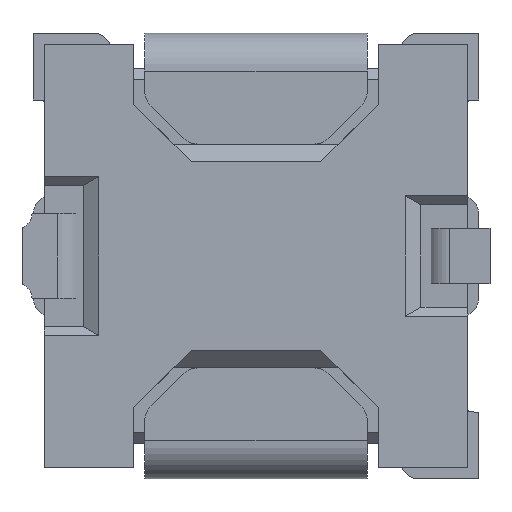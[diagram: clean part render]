
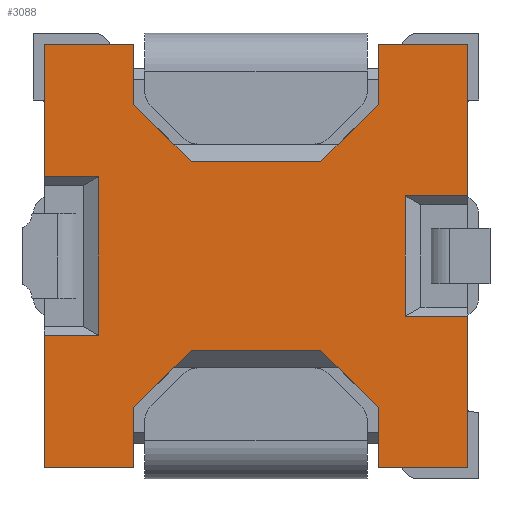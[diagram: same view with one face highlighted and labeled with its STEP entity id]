
A CAD part, front view. The second image highlights one B-rep face of the part: STEP entity #3088.
In plain terms, the highlighted planar face has unit normal (0, -1, 0).
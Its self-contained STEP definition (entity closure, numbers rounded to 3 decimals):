
#568=DIRECTION('',(-0.707,0.,0.707));
#569=VECTOR('',#568,0.367);
#570=CARTESIAN_POINT('',(1.5,0.03,-1.631));
#571=LINE('',#570,#569);
#572=DIRECTION('',(-0.707,0.,-0.707));
#573=VECTOR('',#572,0.367);
#574=CARTESIAN_POINT('',(0.659,0.03,
-1.372));
#575=LINE('',#574,#573);
#576=DIRECTION('',(0.,0.,-1.));
#577=VECTOR('',#576,0.269);
#578=CARTESIAN_POINT('',(0.4,0.03,-1.631));
#579=LINE('',#578,#577);
#580=DIRECTION('',(1.,0.,0.));
#581=VECTOR('',#580,0.244);
#582=CARTESIAN_POINT('',(0.,0.03,-1.307));
#583=LINE('',#582,#581);
#584=DIRECTION('',(-1.,0.,0.));
#585=VECTOR('',#584,0.244);
#586=CARTESIAN_POINT('',(0.244,0.03,
-0.593));
#587=LINE('',#586,#585);
#588=DIRECTION('',(0.707,0.,-0.707));
#589=VECTOR('',#588,0.367);
#590=CARTESIAN_POINT('',(0.4,0.03,-0.269));
#591=LINE('',#590,#589);
#592=DIRECTION('',(0.707,0.,0.707));
#593=VECTOR('',#592,0.367);
#594=CARTESIAN_POINT('',(1.241,0.03,
-0.528));
#595=LINE('',#594,#593);
#596=DIRECTION('',(0.,0.,-1.));
#597=VECTOR('',#596,0.68);
#598=CARTESIAN_POINT('',(1.9,0.03,0.));
#599=LINE('',#598,#597);
#600=DIRECTION('',(1.,0.,0.));
#601=VECTOR('',#600,0.279);
#602=CARTESIAN_POINT('',(1.621,0.03,-1.22));
#603=LINE('',#602,#601);
#604=DIRECTION('',(0.,0.,-1.));
#605=VECTOR('',#604,0.68);
#606=CARTESIAN_POINT('',(1.9,0.03,-1.22));
#607=LINE('',#606,#605);
#616=DIRECTION('',(1.,0.,0.));
#617=VECTOR('',#616,0.4);
#618=CARTESIAN_POINT('',(1.5,0.03,-1.9));
#619=LINE('',#618,#617);
#686=DIRECTION('',(0.,0.,1.));
#687=VECTOR('',#686,0.54);
#688=CARTESIAN_POINT('',(1.621,0.03,-1.22));
#689=LINE('',#688,#687);
#702=DIRECTION('',(1.,0.,0.));
#703=VECTOR('',#702,0.279);
#704=CARTESIAN_POINT('',(1.621,0.03,-0.68));
#705=LINE('',#704,#703);
#714=DIRECTION('',(-1.,0.,0.));
#715=VECTOR('',#714,0.4);
#716=CARTESIAN_POINT('',(1.9,0.03,0.));
#717=LINE('',#716,#715);
#817=DIRECTION('',(0.,0.,-1.));
#818=VECTOR('',#817,0.269);
#819=CARTESIAN_POINT('',(1.5,0.03,0.));
#820=LINE('',#819,#818);
#833=DIRECTION('',(0.,0.,1.));
#834=VECTOR('',#833,0.269);
#835=CARTESIAN_POINT('',(0.4,0.03,-0.269));
#836=LINE('',#835,#834);
#885=DIRECTION('',(-1.,0.,0.));
#886=VECTOR('',#885,0.581);
#887=CARTESIAN_POINT('',(1.241,0.03,
-0.528));
#888=LINE('',#887,#886);
#905=DIRECTION('',(-1.,0.,0.));
#906=VECTOR('',#905,0.4);
#907=CARTESIAN_POINT('',(0.4,0.03,0.));
#908=LINE('',#907,#906);
#939=DIRECTION('',(0.,0.,-1.));
#940=VECTOR('',#939,0.593);
#941=CARTESIAN_POINT('',(0.,0.03,0.));
#942=LINE('',#941,#940);
#951=DIRECTION('',(0.,0.,-1.));
#952=VECTOR('',#951,0.593);
#953=CARTESIAN_POINT('',(0.,0.03,-1.307));
#954=LINE('',#953,#952);
#975=DIRECTION('',(0.,0.,-1.));
#976=VECTOR('',#975,0.713);
#977=CARTESIAN_POINT('',(0.244,0.03,
-0.593));
#978=LINE('',#977,#976);
#1003=DIRECTION('',(1.,0.,0.));
#1004=VECTOR('',#1003,0.4);
#1005=CARTESIAN_POINT('',(0.,0.03,-1.9));
#1006=LINE('',#1005,#1004);
#1474=DIRECTION('',(0.,0.,-1.));
#1475=VECTOR('',#1474,0.269);
#1476=CARTESIAN_POINT('',(1.5,0.03,-1.631));
#1477=LINE('',#1476,#1475);
#1502=DIRECTION('',(1.,0.,0.));
#1503=VECTOR('',#1502,0.581);
#1504=CARTESIAN_POINT('',(0.659,0.03,
-1.372));
#1505=LINE('',#1504,#1503);
#2238=CARTESIAN_POINT('',(1.9,0.03,-1.9));
#2239=VERTEX_POINT('',#2238);
#2240=CARTESIAN_POINT('',(1.9,0.03,-1.22));
#2241=VERTEX_POINT('',#2240);
#2246=CARTESIAN_POINT('',(1.9,0.03,-0.68));
#2247=VERTEX_POINT('',#2246);
#2248=CARTESIAN_POINT('',(1.9,0.03,0.));
#2249=VERTEX_POINT('',#2248);
#2250=CARTESIAN_POINT('',(1.5,0.03,-1.9));
#2251=VERTEX_POINT('',#2250);
#2258=CARTESIAN_POINT('',(1.5,0.03,-1.631));
#2259=VERTEX_POINT('',#2258);
#2262=CARTESIAN_POINT('',(0.4,0.03,-1.9));
#2263=VERTEX_POINT('',#2262);
#2264=CARTESIAN_POINT('',(0.4,0.03,-1.631));
#2265=VERTEX_POINT('',#2264);
#2270=CARTESIAN_POINT('',(0.,0.03,-1.9));
#2271=VERTEX_POINT('',#2270);
#2272=CARTESIAN_POINT('',(0.,0.03,0.));
#2273=VERTEX_POINT('',#2272);
#2274=CARTESIAN_POINT('',(0.,0.03,-0.593));
#2275=VERTEX_POINT('',#2274);
#2280=CARTESIAN_POINT('',(0.,0.03,-1.307));
#2281=VERTEX_POINT('',#2280);
#2282=CARTESIAN_POINT('',(0.4,0.03,0.));
#2283=VERTEX_POINT('',#2282);
#2292=CARTESIAN_POINT('',(0.4,0.03,-0.269));
#2293=VERTEX_POINT('',#2292);
#2298=CARTESIAN_POINT('',(1.5,0.03,0.));
#2299=VERTEX_POINT('',#2298);
#2300=CARTESIAN_POINT('',(1.5,0.03,-0.269));
#2301=VERTEX_POINT('',#2300);
#2306=CARTESIAN_POINT('',(1.241,0.03,
-1.372));
#2307=VERTEX_POINT('',#2306);
#2308=CARTESIAN_POINT('',(0.659,0.03,
-1.372));
#2309=VERTEX_POINT('',#2308);
#2310=CARTESIAN_POINT('',(0.244,0.03,
-1.307));
#2311=VERTEX_POINT('',#2310);
#2312=CARTESIAN_POINT('',(0.244,0.03,
-0.593));
#2313=VERTEX_POINT('',#2312);
#2314=CARTESIAN_POINT('',(0.659,0.03,
-0.528));
#2315=VERTEX_POINT('',#2314);
#2316=CARTESIAN_POINT('',(1.241,0.03,
-0.528));
#2317=VERTEX_POINT('',#2316);
#2318=CARTESIAN_POINT('',(1.621,0.03,-0.68));
#2319=VERTEX_POINT('',#2318);
#2320=CARTESIAN_POINT('',(1.621,0.03,-1.22));
#2321=VERTEX_POINT('',#2320);
#3035=CARTESIAN_POINT('',(0.95,0.03,-0.95));
#3036=DIRECTION('',(0.,1.,0.));
#3037=DIRECTION('',(1.,0.,0.));
#3038=AXIS2_PLACEMENT_3D('',#3035,#3036,#3037);
#3039=PLANE('',#3038);
#3041=ORIENTED_EDGE('',*,*,#3040,.F.);
#3043=ORIENTED_EDGE('',*,*,#3042,.F.);
#3045=ORIENTED_EDGE('',*,*,#3044,.T.);
#3047=ORIENTED_EDGE('',*,*,#3046,.F.);
#3048=ORIENTED_EDGE('',*,*,#3026,.T.);
#3049=ORIENTED_EDGE('',*,*,#2964,.T.);
#3051=ORIENTED_EDGE('',*,*,#3050,.F.);
#3053=ORIENTED_EDGE('',*,*,#3052,.F.);
#3055=ORIENTED_EDGE('',*,*,#3054,.T.);
#3057=ORIENTED_EDGE('',*,*,#3056,.F.);
#3059=ORIENTED_EDGE('',*,*,#3058,.T.);
#3061=ORIENTED_EDGE('',*,*,#3060,.F.);
#3063=ORIENTED_EDGE('',*,*,#3062,.F.);
#3065=ORIENTED_EDGE('',*,*,#3064,.F.);
#3067=ORIENTED_EDGE('',*,*,#3066,.T.);
#3069=ORIENTED_EDGE('',*,*,#3068,.F.);
#3071=ORIENTED_EDGE('',*,*,#3070,.T.);
#3073=ORIENTED_EDGE('',*,*,#3072,.F.);
#3075=ORIENTED_EDGE('',*,*,#3074,.F.);
#3077=ORIENTED_EDGE('',*,*,#3076,.T.);
#3079=ORIENTED_EDGE('',*,*,#3078,.F.);
#3081=ORIENTED_EDGE('',*,*,#3080,.F.);
#3083=ORIENTED_EDGE('',*,*,#3082,.T.);
#3085=ORIENTED_EDGE('',*,*,#3084,.T.);
#3086=EDGE_LOOP('',(#3041,#3043,#3045,#3047,#3048,#3049,#3051,#3053,#3055,#3057,
#3059,#3061,#3063,#3065,#3067,#3069,#3071,#3073,#3075,#3077,#3079,#3081,#3083,
#3085));
#3087=FACE_OUTER_BOUND('',#3086,.F.);
#2964=EDGE_CURVE('',#2265,#2263,#579,.T.);
#3026=EDGE_CURVE('',#2309,#2265,#575,.T.);
#3040=EDGE_CURVE('',#2251,#2239,#619,.T.);
#3042=EDGE_CURVE('',#2259,#2251,#1477,.T.);
#3044=EDGE_CURVE('',#2259,#2307,#571,.T.);
#3046=EDGE_CURVE('',#2309,#2307,#1505,.T.);
#3050=EDGE_CURVE('',#2271,#2263,#1006,.T.);
#3052=EDGE_CURVE('',#2281,#2271,#954,.T.);
#3054=EDGE_CURVE('',#2281,#2311,#583,.T.);
#3056=EDGE_CURVE('',#2313,#2311,#978,.T.);
#3058=EDGE_CURVE('',#2313,#2275,#587,.T.);
#3060=EDGE_CURVE('',#2273,#2275,#942,.T.);
#3062=EDGE_CURVE('',#2283,#2273,#908,.T.);
#3064=EDGE_CURVE('',#2293,#2283,#836,.T.);
#3066=EDGE_CURVE('',#2293,#2315,#591,.T.);
#3068=EDGE_CURVE('',#2317,#2315,#888,.T.);
#3070=EDGE_CURVE('',#2317,#2301,#595,.T.);
#3072=EDGE_CURVE('',#2299,#2301,#820,.T.);
#3074=EDGE_CURVE('',#2249,#2299,#717,.T.);
#3076=EDGE_CURVE('',#2249,#2247,#599,.T.);
#3078=EDGE_CURVE('',#2319,#2247,#705,.T.);
#3080=EDGE_CURVE('',#2321,#2319,#689,.T.);
#3082=EDGE_CURVE('',#2321,#2241,#603,.T.);
#3084=EDGE_CURVE('',#2241,#2239,#607,.T.);
#3088=ADVANCED_FACE('',(#3087),#3039,.F.);
